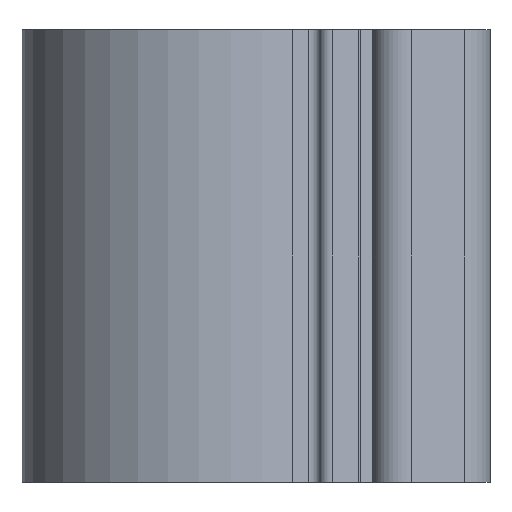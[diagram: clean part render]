
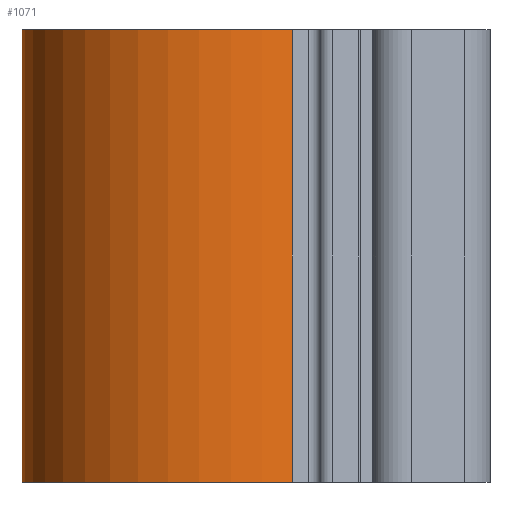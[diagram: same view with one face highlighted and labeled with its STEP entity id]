
A CAD part, left-side view. The second image highlights one B-rep face of the part: STEP entity #1071.
In plain terms, the highlighted cylindrical face has radius 10.5 mm (diameter 21 mm), a partial arc.
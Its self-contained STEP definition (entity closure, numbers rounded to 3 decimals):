
#99=LINE('',#1783,#192);
#100=LINE('',#1785,#193);
#192=VECTOR('',#1455,1000.);
#193=VECTOR('',#1458,1000.);
#251=CYLINDRICAL_SURFACE('',#1182,10.5);
#307=FACE_OUTER_BOUND('',#370,.T.);
#370=EDGE_LOOP('',(#912,#913,#914,#915));
#406=CIRCLE('',#1135,10.5);
#421=CIRCLE('',#1151,10.5);
#482=VERTEX_POINT('',#1641);
#483=VERTEX_POINT('',#1643);
#510=VERTEX_POINT('',#1701);
#511=VERTEX_POINT('',#1703);
#591=EDGE_CURVE('',#482,#483,#406,.T.);
#622=EDGE_CURVE('',#511,#510,#421,.T.);
#662=EDGE_CURVE('',#482,#511,#99,.T.);
#663=EDGE_CURVE('',#483,#510,#100,.T.);
#912=ORIENTED_EDGE('',*,*,#622,.T.);
#913=ORIENTED_EDGE('',*,*,#663,.F.);
#914=ORIENTED_EDGE('',*,*,#591,.F.);
#915=ORIENTED_EDGE('',*,*,#662,.T.);
#1071=ADVANCED_FACE('',(#307),#251,.T.);
#1135=AXIS2_PLACEMENT_3D('',#1644,#1315,#1316);
#1151=AXIS2_PLACEMENT_3D('',#1704,#1363,#1364);
#1182=AXIS2_PLACEMENT_3D('',#1784,#1456,#1457);
#1315=DIRECTION('center_axis',(0.,0.,1.));
#1316=DIRECTION('ref_axis',(1.,0.,0.));
#1363=DIRECTION('center_axis',(0.,0.,1.));
#1364=DIRECTION('ref_axis',(1.,0.,0.));
#1455=DIRECTION('',(0.,0.,-1.));
#1456=DIRECTION('center_axis',(0.,0.,1.));
#1457=DIRECTION('ref_axis',(-1.,0.,0.));
#1458=DIRECTION('',(0.,0.,-1.));
#1641=CARTESIAN_POINT('',(-10.451,17.3,12.5));
#1643=CARTESIAN_POINT('',(-19.967,2.363,12.5));
#1644=CARTESIAN_POINT('Origin',(-10.451,6.8,12.5));
#1701=CARTESIAN_POINT('',(-19.967,2.363,-12.5));
#1703=CARTESIAN_POINT('',(-10.451,17.3,-12.5));
#1704=CARTESIAN_POINT('Origin',(-10.451,6.8,-12.5));
#1783=CARTESIAN_POINT('',(-10.451,17.3,12.5));
#1784=CARTESIAN_POINT('Origin',(-10.451,6.8,12.5));
#1785=CARTESIAN_POINT('',(-19.967,2.363,12.5));
